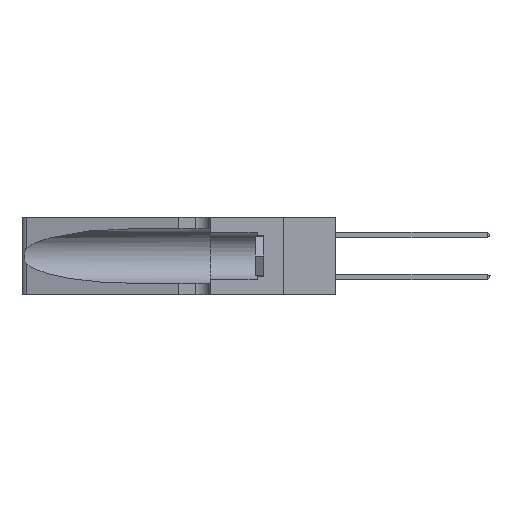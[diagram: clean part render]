
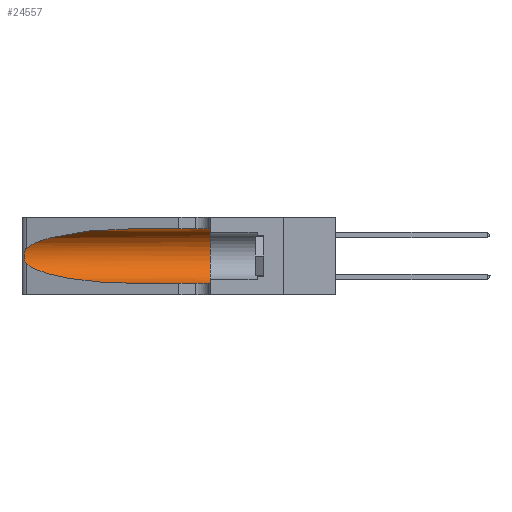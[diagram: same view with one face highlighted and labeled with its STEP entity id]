
A CAD part, left-side view. The second image highlights one B-rep face of the part: STEP entity #24557.
In plain terms, the highlighted cylindrical face has radius 3.308 mm (diameter 6.617 mm), a partial arc.
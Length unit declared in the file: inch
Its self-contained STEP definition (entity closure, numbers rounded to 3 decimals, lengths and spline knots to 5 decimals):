
#329 = DIRECTION ( 'NONE',  ( 0., -1., 0. ) ) ;
#432 = VERTEX_POINT ( 'NONE', #9818 ) ;
#585 = CARTESIAN_POINT ( 'NONE',  ( 0.1305, 0.35, 0.31525 ) ) ;
#976 = CARTESIAN_POINT ( 'NONE',  ( 0.25789, 1.23486, 0.15765 ) ) ;
#1063 = ORIENTED_EDGE ( 'NONE', *, *, #6726, .T. ) ;
#1539 = CARTESIAN_POINT ( 'NONE',  ( 0.25487, 1.22718, 0.14631 ) ) ;
#1702 = VECTOR ( 'NONE', #4601, 39.37008 ) ;
#2008 = LINE ( 'NONE', #25159, #1702 ) ;
#2610 = AXIS2_PLACEMENT_3D ( 'NONE', #20033, #19948, #19857 ) ;
#2685 = VERTEX_POINT ( 'NONE', #1539 ) ;
#2884 = CARTESIAN_POINT ( 'NONE',  ( 0.18966, 0.96281, 0.05475 ) ) ;
#3745 =( BOUNDED_CURVE ( )  B_SPLINE_CURVE ( 3, ( #17914, #7677, #15477, #9574 ),
 .UNSPECIFIED., .F., .T. ) 
 B_SPLINE_CURVE_WITH_KNOTS ( ( 4, 4 ),
 ( 1.5708, 2.84003 ),
 .UNSPECIFIED. ) 
 CURVE ( )  GEOMETRIC_REPRESENTATION_ITEM ( )  RATIONAL_B_SPLINE_CURVE ( ( 1., 0.87, 0.87, 1. ) ) 
 REPRESENTATION_ITEM ( '' )  );
#4601 = DIRECTION ( 'NONE',  ( 0., -1., 0. ) ) ;
#4858 = CARTESIAN_POINT ( 'NONE',  ( 0.1305, 0.72297, 0.31525 ) ) ;
#4961 = CARTESIAN_POINT ( 'NONE',  ( 0.26017, 1.23833, 0.17102 ) ) ;
#5241 = EDGE_CURVE ( 'NONE', #20931, #432, #2008, .T. ) ;
#5667 = ORIENTED_EDGE ( 'NONE', *, *, #15033, .F. ) ;
#6677 = CARTESIAN_POINT ( 'NONE',  ( 0.1305, 0.72297, 0.05475 ) ) ;
#6726 = EDGE_CURVE ( 'NONE', #2685, #20931, #14474, .T. ) ;
#7203 = CARTESIAN_POINT ( 'NONE',  ( 0.25639, 1.23184, 0.21858 ) ) ;
#7677 = CARTESIAN_POINT ( 'NONE',  ( 0.18966, 0.96281, 0.31525 ) ) ;
#8608 = VECTOR ( 'NONE', #329, 39.37008 ) ;
#8921 = LINE ( 'NONE', #18813, #8608 ) ;
#9305 = CARTESIAN_POINT ( 'NONE',  ( 0.25856, 1.23593, 0.16098 ) ) ;
#9574 = CARTESIAN_POINT ( 'NONE',  ( 0.25487, 1.22718, 0.22369 ) ) ;
#9613 = CARTESIAN_POINT ( 'NONE',  ( 0.1305, 0.72297, 0.05475 ) ) ;
#9818 = CARTESIAN_POINT ( 'NONE',  ( 0.1305, 0.35, 0.05475 ) ) ;
#10143 = ORIENTED_EDGE ( 'NONE', *, *, #10369, .F. ) ;
#10369 = EDGE_CURVE ( 'NONE', #13111, #432, #20899, .T. ) ;
#11216 = CARTESIAN_POINT ( 'NONE',  ( 0.26018, 1.23835, 0.19895 ) ) ;
#12799 = CARTESIAN_POINT ( 'NONE',  ( 0.2373, 1.15595, 0.08982 ) ) ;
#13111 = VERTEX_POINT ( 'NONE', #585 ) ;
#13691 = FACE_OUTER_BOUND ( 'NONE', #20983, .T. ) ;
#14474 =( BOUNDED_CURVE ( )  B_SPLINE_CURVE ( 3, ( #21010, #12799, #2884, #6677 ),
 .UNSPECIFIED., .F., .F. ) 
 B_SPLINE_CURVE_WITH_KNOTS ( ( 4, 4 ),
 ( 3.44316, 4.71239 ),
 .UNSPECIFIED. ) 
 CURVE ( )  GEOMETRIC_REPRESENTATION_ITEM ( )  RATIONAL_B_SPLINE_CURVE ( ( 1., 0.87, 0.87, 1. ) ) 
 REPRESENTATION_ITEM ( '' )  );
#15033 = EDGE_CURVE ( 'NONE', #17210, #13111, #8921, .T. ) ;
#15217 = CARTESIAN_POINT ( 'NONE',  ( 0.26075, 1.23896, 0.178 ) ) ;
#15477 = CARTESIAN_POINT ( 'NONE',  ( 0.2373, 1.15595, 0.28018 ) ) ;
#15489 = ORIENTED_EDGE ( 'NONE', *, *, #5241, .T. ) ;
#15960 = CYLINDRICAL_SURFACE ( 'NONE', #2610, 0.13025 ) ;
#17210 = VERTEX_POINT ( 'NONE', #4858 ) ;
#17275 = CARTESIAN_POINT ( 'NONE',  ( 0.26075, 1.23896, 0.19203 ) ) ;
#17914 = CARTESIAN_POINT ( 'NONE',  ( 0.1305, 0.72297, 0.31525 ) ) ;
#17944 = DIRECTION ( 'NONE',  ( 0., 0., 1. ) ) ;
#18136 = AXIS2_PLACEMENT_3D ( 'NONE', #23915, #26261, #17944 ) ;
#18813 = CARTESIAN_POINT ( 'NONE',  ( 0.1305, 1.61858, 0.31525 ) ) ;
#19201 = CARTESIAN_POINT ( 'NONE',  ( 0.25854, 1.2359, 0.20912 ) ) ;
#19210 = ORIENTED_EDGE ( 'NONE', *, *, #23213, .T. ) ;
#19293 = CARTESIAN_POINT ( 'NONE',  ( 0.25487, 1.22718, 0.14631 ) ) ;
#19857 = DIRECTION ( 'NONE',  ( 0., 0., -1. ) ) ;
#19948 = DIRECTION ( 'NONE',  ( 0., -1., 0. ) ) ;
#20033 = CARTESIAN_POINT ( 'NONE',  ( 0.1305, 1.61858, 0.185 ) ) ;
#20899 = CIRCLE ( 'NONE', #18136, 0.13025 ) ;
#20918 = CARTESIAN_POINT ( 'NONE',  ( 0.25555, 1.22994, 0.2215 ) ) ;
#20931 = VERTEX_POINT ( 'NONE', #9613 ) ;
#20983 = EDGE_LOOP ( 'NONE', ( #19210, #22480, #1063, #15489, #10143, #5667 ) ) ;
#21010 = CARTESIAN_POINT ( 'NONE',  ( 0.25487, 1.22718, 0.14631 ) ) ;
#21634 = CARTESIAN_POINT ( 'NONE',  ( 0.25787, 1.23484, 0.2124 ) ) ;
#22480 = ORIENTED_EDGE ( 'NONE', *, *, #22975, .T. ) ;
#22975 = EDGE_CURVE ( 'NONE', #25710, #2685, #24906, .T. ) ;
#23213 = EDGE_CURVE ( 'NONE', #17210, #25710, #3745, .T. ) ;
#23342 = CARTESIAN_POINT ( 'NONE',  ( 0.25555, 1.22993, 0.14849 ) ) ;
#23722 = CARTESIAN_POINT ( 'NONE',  ( 0.25639, 1.23186, 0.15144 ) ) ;
#23915 = CARTESIAN_POINT ( 'NONE',  ( 0.1305, 0.35, 0.185 ) ) ;
#24036 = CARTESIAN_POINT ( 'NONE',  ( 0.25487, 1.22718, 0.22369 ) ) ;
#24557 = ADVANCED_FACE ( 'NONE', ( #13691 ), #15960, .F. ) ;
#24906 = B_SPLINE_CURVE_WITH_KNOTS ( 'NONE', 3,
 ( #25066, #20918, #7203, #21634, #19201, #11216, #17275, #15217, #4961, #9305, #976, #23722, #23342, #19293 ),
 .UNSPECIFIED., .F., .F.,
 ( 4, 2, 2, 2, 2, 2, 4 ),
 ( 0., 0.00027, 0.00053, 0.00107, 0.0016, 0.00187, 0.00214 ),
 .UNSPECIFIED. ) ;
#25066 = CARTESIAN_POINT ( 'NONE',  ( 0.25487, 1.22718, 0.22369 ) ) ;
#25159 = CARTESIAN_POINT ( 'NONE',  ( 0.1305, 1.61858, 0.05475 ) ) ;
#25710 = VERTEX_POINT ( 'NONE', #24036 ) ;
#26261 = DIRECTION ( 'NONE',  ( 0., 1., 0. ) ) ;
